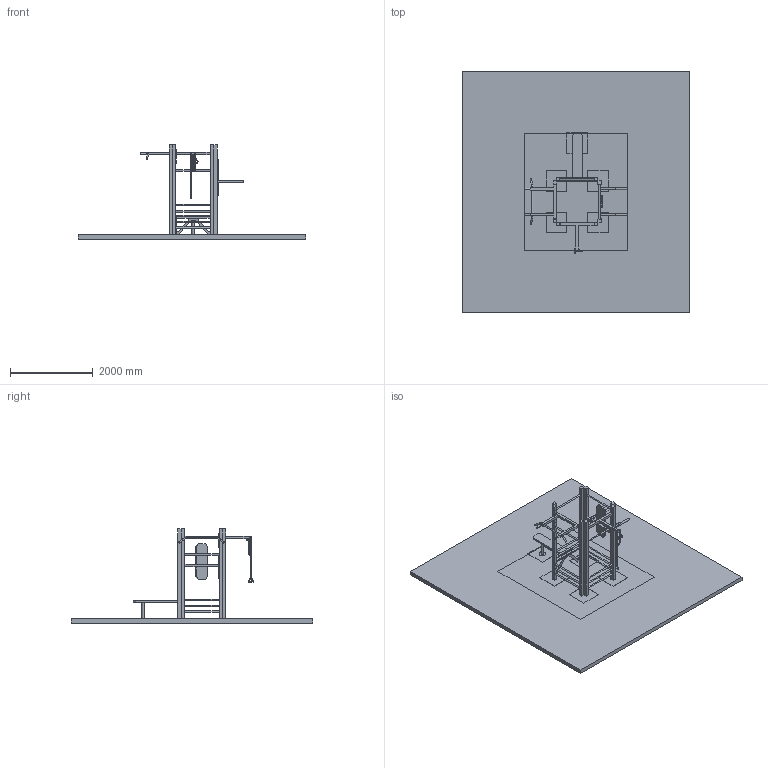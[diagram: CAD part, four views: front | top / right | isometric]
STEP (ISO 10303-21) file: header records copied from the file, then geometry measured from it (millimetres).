
FILE_DESCRIPTION(/* description */ (''),/* implementation_level */ '2;1');
FILE_NAME(/* name */ 'FA-V2-S4-01040506 v22.step',/* time_stamp */ '2021-09-10T11:42:03+02:00',/* author */ (''),/* organization */ (''),/* preprocessor_version */ 'ST-DEVELOPER v18.1',/* originating_system */ 'Autodesk Translation Framework v10.10.0.1391',/* authorisation */ '');
FILE_SCHEMA (('AUTOMOTIVE_DESIGN { 1 0 10303 214 3 1 1 }'));
Products named in the file (18): FA-V2-S4-01040506; V2-S-04-BDTS; V2-S-01-BA; V2-S-05-CDS; Chain; V2-S-06-CR; AreaIn; AreaOut; Plot Beton 50x50; Plot Beton 50x50_1; Plot Beton 50x50_2; Plot Beton 50x50_3; Plot Beton 50x50_4; Plot Beton 50x50_5; Plot Beton 50x50_6; Plot Beton 50x50_7; Plot Beton 50x50_8; Plot_50x50
Assembly tree (26 placements, depth 3):
  FA-V2-S4-01040506
    V2-S-04-BDTS
    V2-S-01-BA
    V2-S-05-CDS
      Chain
    V2-S-06-CR
    AreaIn
    AreaOut
    Plot Beton 50x50
      Plot_50x50
    Plot Beton 50x50_7  x2
      Plot_50x50
    Plot Beton 50x50_1
      Plot_50x50
    Plot Beton 50x50_2
      Plot_50x50
    Plot Beton 50x50_3
      Plot_50x50
    Plot Beton 50x50_4
      Plot_50x50
    Plot Beton 50x50_5
      Plot_50x50
    Plot Beton 50x50_6
      Plot_50x50
    Plot Beton 50x50_8
      Plot_50x50
Bounding box: 5500.87 x 5827.52 x 2270 mm (x, y, z)
Volume: 4326870179 mm3; surface area: 99448131.4 mm2
Topology: 145 solids, 148 shells, 1884 faces, 4474 edges, 2662 vertices
Faces by surface type: bspline 984, cylinder 601, plane 278, sphere 14, torus 7
Full cylindrical faces by diameter (mm): 5 x492, 17.605 x2, 29.7 x5, 33.7 x22, 48.3 x2, 60 x1, 160 x1
Entity records: 143311 total; most frequent: CARTESIAN_POINT 101327, DIRECTION 9423, ORIENTED_EDGE 8732, EDGE_CURVE 4366, AXIS2_PLACEMENT_3D 4166, CIRCLE 3273, VERTEX_POINT 2590, EDGE_LOOP 1882
